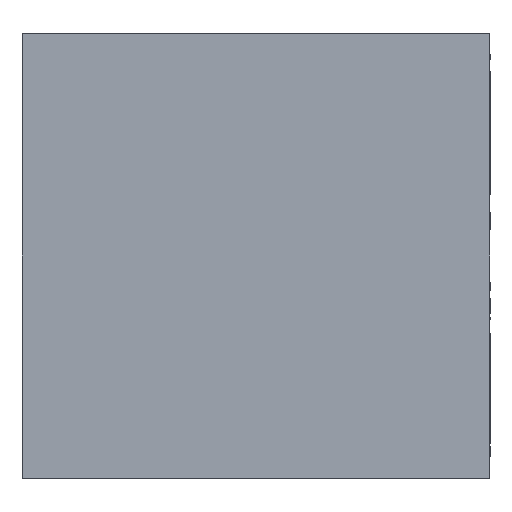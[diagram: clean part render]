
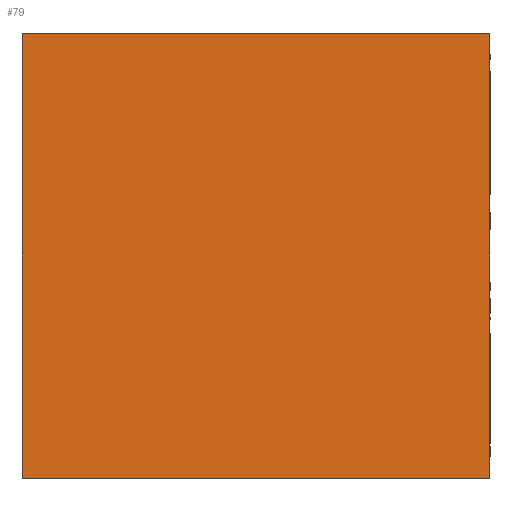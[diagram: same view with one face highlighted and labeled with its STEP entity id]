
A CAD part, front view. The second image highlights one B-rep face of the part: STEP entity #79.
In plain terms, the highlighted planar face has unit normal (0, -1, 0).
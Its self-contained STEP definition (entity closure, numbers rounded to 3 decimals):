
#79=ADVANCED_FACE($,(#209),#1732,.T.);
#209=FACE_OUTER_BOUND($,#344,.T.);
#344=EDGE_LOOP($,(#638,#639,#640,#641));
#638=ORIENTED_EDGE($,*,*,#1213,.T.);
#639=ORIENTED_EDGE($,*,*,#1253,.F.);
#640=ORIENTED_EDGE($,*,*,#1252,.F.);
#641=ORIENTED_EDGE($,*,*,#1251,.F.);
#1213=EDGE_CURVE($,#1539,#1540,#2076,.T.);
#1251=EDGE_CURVE($,#1539,#1574,#2084,.T.);
#1252=EDGE_CURVE($,#1574,#1575,#2085,.T.);
#1253=EDGE_CURVE($,#1575,#1540,#2086,.T.);
#1539=VERTEX_POINT($,#4441);
#1540=VERTEX_POINT($,#4442);
#1574=VERTEX_POINT($,#4476);
#1575=VERTEX_POINT($,#4477);
#1732=PLANE($,#2286);
#2076=B_SPLINE_CURVE_WITH_KNOTS($,1,(#2609,#2610),.UNSPECIFIED.,.F.,.F.,
(2,2),(-50.,50.),.UNSPECIFIED.);
#2084=B_SPLINE_CURVE_WITH_KNOTS($,1,(#2727,#2728),.UNSPECIFIED.,.F.,.F.,
(2,2),(-47.5,47.5),.UNSPECIFIED.);
#2085=B_SPLINE_CURVE_WITH_KNOTS($,1,(#2729,#2730),.UNSPECIFIED.,.F.,.F.,
(2,2),(-50.,50.),.UNSPECIFIED.);
#2086=B_SPLINE_CURVE_WITH_KNOTS($,1,(#2731,#2732),.UNSPECIFIED.,.F.,.F.,
(2,2),(-47.5,47.5),.UNSPECIFIED.);
#2286=AXIS2_PLACEMENT_3D($,#3630,#2335,$);
#2335=DIRECTION($,(0.,-1.,0.));
#2609=CARTESIAN_POINT($,(340.,0.,45.));
#2610=CARTESIAN_POINT($,(440.,0.,45.));
#2727=CARTESIAN_POINT($,(340.,0.,45.));
#2728=CARTESIAN_POINT($,(340.,0.,140.));
#2729=CARTESIAN_POINT($,(340.,0.,140.));
#2730=CARTESIAN_POINT($,(440.,0.,140.));
#2731=CARTESIAN_POINT($,(440.,0.,140.));
#2732=CARTESIAN_POINT($,(440.,0.,45.));
#3630=CARTESIAN_POINT($,(340.,0.,45.));
#4441=CARTESIAN_POINT($,(340.,0.,45.));
#4442=CARTESIAN_POINT($,(440.,0.,45.));
#4476=CARTESIAN_POINT($,(340.,0.,140.));
#4477=CARTESIAN_POINT($,(440.,0.,140.));
